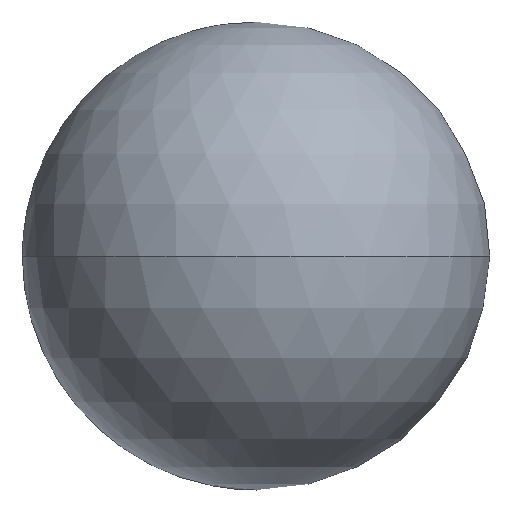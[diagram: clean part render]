
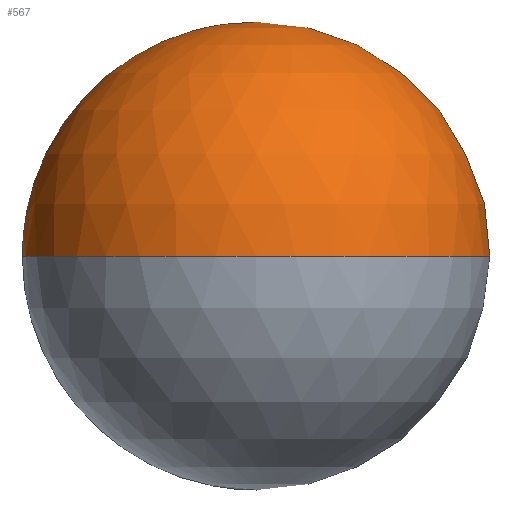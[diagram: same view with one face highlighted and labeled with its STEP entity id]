
A CAD part, left-side view. The second image highlights one B-rep face of the part: STEP entity #567.
In plain terms, the highlighted spherical face has radius 12.5 mm.
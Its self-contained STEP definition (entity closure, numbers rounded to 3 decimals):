
#1 = CIRCLE ( 'NONE', #346, 7.5 ) ;
#4 = EDGE_CURVE ( 'NONE', #473, #343, #1, .T. ) ;
#6 = CARTESIAN_POINT ( 'NONE',  ( 12.5, 0., 0. ) ) ;
#18 = FACE_OUTER_BOUND ( 'NONE', #457, .T. ) ;
#33 = EDGE_CURVE ( 'NONE', #473, #498, #512, .T. ) ;
#61 = CARTESIAN_POINT ( 'NONE',  ( 12.5, 0., 0. ) ) ;
#99 = ORIENTED_EDGE ( 'NONE', *, *, #33, .F. ) ;
#108 = AXIS2_PLACEMENT_3D ( 'NONE', #6, #174, #407 ) ;
#124 = AXIS2_PLACEMENT_3D ( 'NONE', #455, #561, #243 ) ;
#136 = CARTESIAN_POINT ( 'NONE',  ( 22.5, 0., 0. ) ) ;
#145 = SPHERICAL_SURFACE ( 'NONE', #108, 12.5 ) ;
#174 = DIRECTION ( 'NONE',  ( 0., 0., -1. ) ) ;
#228 = ORIENTED_EDGE ( 'NONE', *, *, #4, .T. ) ;
#233 = EDGE_CURVE ( 'NONE', #343, #498, #377, .T. ) ;
#243 = DIRECTION ( 'NONE',  ( 1., 0., 0. ) ) ;
#299 = ORIENTED_EDGE ( 'NONE', *, *, #233, .T. ) ;
#343 = VERTEX_POINT ( 'NONE', #482 ) ;
#346 = AXIS2_PLACEMENT_3D ( 'NONE', #136, #440, #537 ) ;
#371 = AXIS2_PLACEMENT_3D ( 'NONE', #61, #501, #548 ) ;
#377 = CIRCLE ( 'NONE', #124, 12.5 ) ;
#407 = DIRECTION ( 'NONE',  ( 0., 1., 0. ) ) ;
#436 = CARTESIAN_POINT ( 'NONE',  ( 22.5, -7.5, 0. ) ) ;
#440 = DIRECTION ( 'NONE',  ( -1., 0., 0. ) ) ;
#455 = CARTESIAN_POINT ( 'NONE',  ( 12.5, 0., 0. ) ) ;
#457 = EDGE_LOOP ( 'NONE', ( #99, #228, #299 ) ) ;
#473 = VERTEX_POINT ( 'NONE', #436 ) ;
#482 = CARTESIAN_POINT ( 'NONE',  ( 22.5, 7.5, 0. ) ) ;
#485 = CARTESIAN_POINT ( 'NONE',  ( 0., 0., 0. ) ) ;
#498 = VERTEX_POINT ( 'NONE', #485 ) ;
#501 = DIRECTION ( 'NONE',  ( 0., 0., -1. ) ) ;
#512 = CIRCLE ( 'NONE', #371, 12.5 ) ;
#537 = DIRECTION ( 'NONE',  ( 0., 0., 1. ) ) ;
#548 = DIRECTION ( 'NONE',  ( 0., 1., 0. ) ) ;
#561 = DIRECTION ( 'NONE',  ( 0., 0., 1. ) ) ;
#567 = ADVANCED_FACE ( 'NONE', ( #18 ), #145, .T. ) ;
